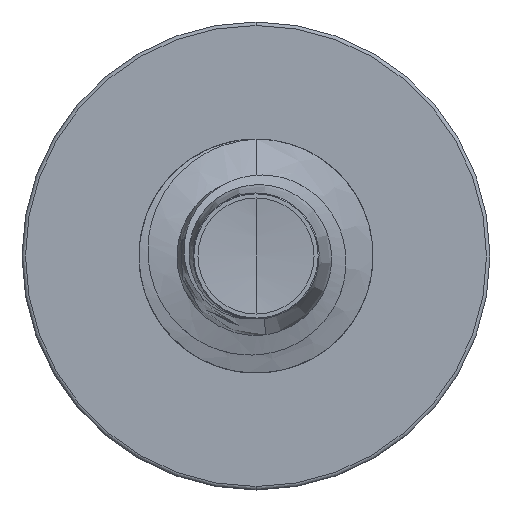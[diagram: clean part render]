
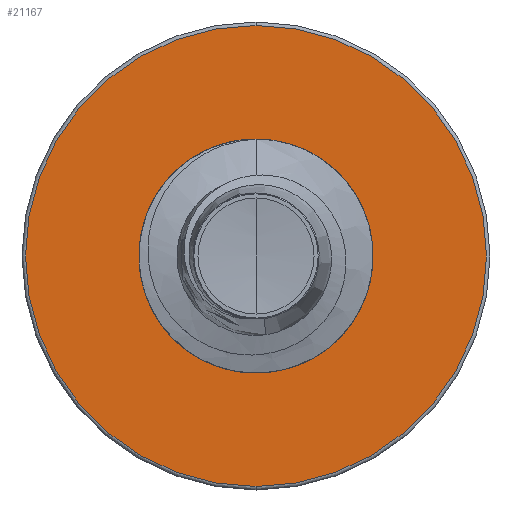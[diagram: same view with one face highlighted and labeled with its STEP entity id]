
A CAD part, front view. The second image highlights one B-rep face of the part: STEP entity #21167.
In plain terms, the highlighted planar face has unit normal (0, -1, 0).
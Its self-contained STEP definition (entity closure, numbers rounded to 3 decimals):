
#510 = EDGE_LOOP ( 'NONE', ( #11405, #6763 ) ) ;
#577 = EDGE_CURVE ( 'NONE', #22000, #19525, #11334, .T. ) ;
#2473 = AXIS2_PLACEMENT_3D ( 'NONE', #23671, #11791, #25648 ) ;
#3593 = CARTESIAN_POINT ( 'NONE',  ( 0., 22.5, -2.415 ) ) ;
#3604 = ORIENTED_EDGE ( 'NONE', *, *, #577, .F. ) ;
#4600 = DIRECTION ( 'NONE',  ( 0., 1., 0. ) ) ;
#5119 = PLANE ( 'NONE',  #20337 ) ;
#5713 = CIRCLE ( 'NONE', #19648, 2.415 ) ;
#5737 = CARTESIAN_POINT ( 'NONE',  ( 0., 22.5, 0. ) ) ;
#6763 = ORIENTED_EDGE ( 'NONE', *, *, #10855, .T. ) ;
#7122 = DIRECTION ( 'NONE',  ( 0., 0., 1. ) ) ;
#7136 = AXIS2_PLACEMENT_3D ( 'NONE', #16514, #4600, #18534 ) ;
#7733 = DIRECTION ( 'NONE',  ( 0., 0., 1. ) ) ;
#7883 = CIRCLE ( 'NONE', #7136, 4.925 ) ;
#9394 = CIRCLE ( 'NONE', #2473, 2.415 ) ;
#10642 = FACE_OUTER_BOUND ( 'NONE', #19830, .T. ) ;
#10855 = EDGE_CURVE ( 'NONE', #24981, #20795, #5713, .T. ) ;
#11334 = CIRCLE ( 'NONE', #24713, 4.925 ) ;
#11405 = ORIENTED_EDGE ( 'NONE', *, *, #22575, .T. ) ;
#11791 = DIRECTION ( 'NONE',  ( 0., 1., 0. ) ) ;
#12103 = EDGE_CURVE ( 'NONE', #19525, #22000, #7883, .T. ) ;
#12498 = CARTESIAN_POINT ( 'NONE',  ( 0., 22.5, 0. ) ) ;
#12860 = CARTESIAN_POINT ( 'NONE',  ( 0., 22.5, 2.415 ) ) ;
#12947 = ORIENTED_EDGE ( 'NONE', *, *, #12103, .F. ) ;
#13626 = CARTESIAN_POINT ( 'NONE',  ( 0., 22.5, -4.925 ) ) ;
#15029 = CARTESIAN_POINT ( 'NONE',  ( 0., 22.5, -2.415 ) ) ;
#16514 = CARTESIAN_POINT ( 'NONE',  ( 0., 22.5, 0. ) ) ;
#18534 = DIRECTION ( 'NONE',  ( 0., 0., 1. ) ) ;
#19525 = VERTEX_POINT ( 'NONE', #22584 ) ;
#19603 = DIRECTION ( 'NONE',  ( 0., 1., 0. ) ) ;
#19648 = AXIS2_PLACEMENT_3D ( 'NONE', #5737, #19670, #7733 ) ;
#19670 = DIRECTION ( 'NONE',  ( 0., 1., 0. ) ) ;
#19830 = EDGE_LOOP ( 'NONE', ( #12947, #3604 ) ) ;
#20011 = FACE_BOUND ( 'NONE', #510, .T. ) ;
#20337 = AXIS2_PLACEMENT_3D ( 'NONE', #15029, #24882, #7122 ) ;
#20795 = VERTEX_POINT ( 'NONE', #12860 ) ;
#21167 = ADVANCED_FACE ( 'NONE', ( #10642, #20011 ), #5119, .F. ) ;
#22000 = VERTEX_POINT ( 'NONE', #13626 ) ;
#22575 = EDGE_CURVE ( 'NONE', #20795, #24981, #9394, .T. ) ;
#22584 = CARTESIAN_POINT ( 'NONE',  ( 0., 22.5, 4.925 ) ) ;
#22872 = DIRECTION ( 'NONE',  ( 0., 0., 1. ) ) ;
#23671 = CARTESIAN_POINT ( 'NONE',  ( 0., 22.5, 0. ) ) ;
#24713 = AXIS2_PLACEMENT_3D ( 'NONE', #12498, #19603, #22872 ) ;
#24882 = DIRECTION ( 'NONE',  ( 0., 1., 0. ) ) ;
#24981 = VERTEX_POINT ( 'NONE', #3593 ) ;
#25648 = DIRECTION ( 'NONE',  ( 0., 0., 1. ) ) ;
